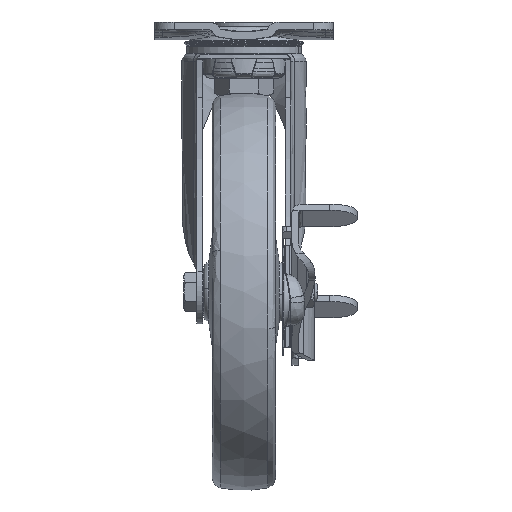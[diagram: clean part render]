
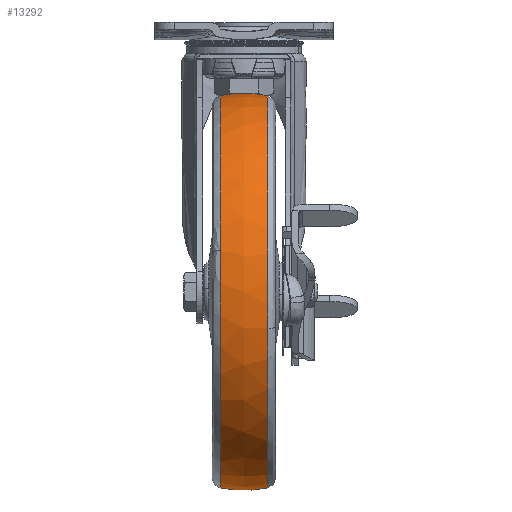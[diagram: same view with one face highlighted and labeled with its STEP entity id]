
A CAD part, left-side view. The second image highlights one B-rep face of the part: STEP entity #13292.
In plain terms, the highlighted free-form (B-spline) face has degree [2, 2] with [3, 7] control points.
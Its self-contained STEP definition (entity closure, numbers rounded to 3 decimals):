
#13167=CARTESIAN_POINT('',(-50.245,-13.171,-37.193));
#13168=CARTESIAN_POINT('',(-50.162,0.,-34.229));
#13169=CARTESIAN_POINT('',(-50.245,13.171,-37.193));
#13170=CARTESIAN_POINT('',(-51.615,-13.171,-37.193));
#13171=CARTESIAN_POINT('',(-51.573,0.,-34.229));
#13172=CARTESIAN_POINT('',(-51.615,13.171,-37.193));
#13173=CARTESIAN_POINT('',(-151.537,-13.171,-37.193));
#13174=CARTESIAN_POINT('',(-154.5,0.,-34.229));
#13175=CARTESIAN_POINT('',(-151.537,13.171,-37.193));
#13176=CARTESIAN_POINT('',(-151.537,-13.171,-135.729));
#13177=CARTESIAN_POINT('',(-154.5,0.,-135.729));
#13178=CARTESIAN_POINT('',(-151.537,13.171,-135.729));
#13179=CARTESIAN_POINT('',(-151.537,-13.171,-234.266));
#13180=CARTESIAN_POINT('',(-154.5,0.,-237.229));
#13181=CARTESIAN_POINT('',(-151.537,13.171,-234.266));
#13182=CARTESIAN_POINT('',(-51.615,-13.171,-234.266));
#13183=CARTESIAN_POINT('',(-51.573,0.,-237.229));
#13184=CARTESIAN_POINT('',(-51.615,13.171,-234.266));
#13185=CARTESIAN_POINT('',(-50.245,-13.171,-234.266));
#13186=CARTESIAN_POINT('',(-50.162,0.,-237.229));
#13187=CARTESIAN_POINT('',(-50.245,13.171,-234.266));
#13195=(BOUNDED_SURFACE()B_SPLINE_SURFACE(2,2,((#13167,#13170,#13173,#13176,#13179,#13182,#13185),(#13168,#13171,#13174,#13177,#13180,#13183,#13186),(#13169,#13172,#13175,#13178,#13181,#13184,#13187)),.UNSPECIFIED.,.F.,.F.,.U.)B_SPLINE_SURFACE_WITH_KNOTS((3,3),(3,1,2,1,3),(0.0,26.667),(0.0,3.314,168.999,334.685,337.998),.UNSPECIFIED.)GEOMETRIC_REPRESENTATION_ITEM()RATIONAL_B_SPLINE_SURFACE(((0.881,0.876,0.616,0.871,0.616,0.876,0.881),(0.859,0.854,0.601,0.849,0.601,0.854,0.859),(0.881,0.876,0.616,0.871,0.616,0.876,0.881)))REPRESENTATION_ITEM('')SURFACE());
#13196=CARTESIAN_POINT('',(-53.,-12.,-36.941));
#13197=VERTEX_POINT('',#13196);
#13198=CARTESIAN_POINT('',(-53.0,12.,-36.941));
#13199=VERTEX_POINT('',#13198);
#13200=CARTESIAN_POINT('',(-53.,-12.,-36.941));
#13201=CARTESIAN_POINT('',(-53.,0.,-34.492));
#13202=CARTESIAN_POINT('',(-53.,12.,-36.941));
#13210=(BOUNDED_CURVE()B_SPLINE_CURVE(2,(#13200,#13201,#13202),.UNSPECIFIED.,.F.,.U.)B_SPLINE_CURVE_WITH_KNOTS((3,3),(0.458,0.542),.UNSPECIFIED.)CURVE()GEOMETRIC_REPRESENTATION_ITEM()RATIONAL_B_SPLINE_CURVE((0.869,0.851,0.869))REPRESENTATION_ITEM(''));
#13211=EDGE_CURVE('',#13197,#13199,#13210,.T.);
#13212=ORIENTED_EDGE('',*,*,#13211,.T.);
#13213=CARTESIAN_POINT('',(-149.542,12.,-114.786));
#13214=VERTEX_POINT('',#13213);
#13215=CARTESIAN_POINT('',(-53.0,12.,-36.941));
#13216=CARTESIAN_POINT('',(-132.655,12.,-36.941));
#13217=CARTESIAN_POINT('',(-149.542,12.,-114.786));
#13225=(BOUNDED_CURVE()B_SPLINE_CURVE(2,(#13215,#13216,#13217),.UNSPECIFIED.,.F.,.U.)B_SPLINE_CURVE_WITH_KNOTS((3,3),(0.5,0.714),.UNSPECIFIED.)CURVE()GEOMETRIC_REPRESENTATION_ITEM()RATIONAL_B_SPLINE_CURVE((1.0,0.75,0.927))REPRESENTATION_ITEM(''));
#13226=EDGE_CURVE('',#13199,#13214,#13225,.T.);
#13227=ORIENTED_EDGE('',*,*,#13226,.T.);
#13228=CARTESIAN_POINT('',(-53.0,12.,-234.517));
#13229=VERTEX_POINT('',#13228);
#13230=CARTESIAN_POINT('',(-149.542,12.,-114.786));
#13231=CARTESIAN_POINT('',(-151.788,12.,-125.137));
#13232=CARTESIAN_POINT('',(-151.788,12.,-135.729));
#13233=CARTESIAN_POINT('',(-151.788,12.,-234.517));
#13234=CARTESIAN_POINT('',(-53.0,12.,-234.517));
#13242=(BOUNDED_CURVE()B_SPLINE_CURVE(2,(#13230,#13231,#13232,#13233,#13234),.UNSPECIFIED.,.F.,.U.)B_SPLINE_CURVE_WITH_KNOTS((3,2,3),(0.714,0.75,1.0),.UNSPECIFIED.)CURVE()GEOMETRIC_REPRESENTATION_ITEM()RATIONAL_B_SPLINE_CURVE((0.927,0.957,1.0,0.707,1.0))REPRESENTATION_ITEM(''));
#13243=EDGE_CURVE('',#13214,#13229,#13242,.T.);
#13244=ORIENTED_EDGE('',*,*,#13243,.T.);
#13245=CARTESIAN_POINT('',(-53.0,-12.,-234.517));
#13246=VERTEX_POINT('',#13245);
#13247=CARTESIAN_POINT('',(-53.,-12.,-234.517));
#13248=CARTESIAN_POINT('',(-53.,0.,-236.966));
#13249=CARTESIAN_POINT('',(-53.,12.,-234.517));
#13257=(BOUNDED_CURVE()B_SPLINE_CURVE(2,(#13247,#13248,#13249),.UNSPECIFIED.,.F.,.U.)B_SPLINE_CURVE_WITH_KNOTS((3,3),(0.458,0.542),.UNSPECIFIED.)CURVE()GEOMETRIC_REPRESENTATION_ITEM()RATIONAL_B_SPLINE_CURVE((0.869,0.851,0.869))REPRESENTATION_ITEM(''));
#13258=EDGE_CURVE('',#13246,#13229,#13257,.T.);
#13259=ORIENTED_EDGE('',*,*,#13258,.F.);
#13260=CARTESIAN_POINT('',(-150.038,-12.,-154.24));
#13261=VERTEX_POINT('',#13260);
#13262=CARTESIAN_POINT('',(-150.038,-12.,-154.24));
#13263=CARTESIAN_POINT('',(-134.724,-12.,-234.517));
#13264=CARTESIAN_POINT('',(-53.0,-12.,-234.517));
#13272=(BOUNDED_CURVE()B_SPLINE_CURVE(2,(#13262,#13263,#13264),.UNSPECIFIED.,.F.,.U.)B_SPLINE_CURVE_WITH_KNOTS((3,3),(0.782,1.0),.UNSPECIFIED.)CURVE()GEOMETRIC_REPRESENTATION_ITEM()RATIONAL_B_SPLINE_CURVE((0.934,0.745,1.0))REPRESENTATION_ITEM(''));
#13273=EDGE_CURVE('',#13261,#13246,#13272,.T.);
#13274=ORIENTED_EDGE('',*,*,#13273,.F.);
#13275=CARTESIAN_POINT('',(-53.,-12.,-36.941));
#13276=CARTESIAN_POINT('',(-151.788,-12.,-36.941));
#13277=CARTESIAN_POINT('',(-151.788,-12.,-135.729));
#13278=CARTESIAN_POINT('',(-151.788,-12.,-145.067));
#13279=CARTESIAN_POINT('',(-150.038,-12.,-154.24));
#13287=(BOUNDED_CURVE()B_SPLINE_CURVE(2,(#13275,#13276,#13277,#13278,#13279),.UNSPECIFIED.,.F.,.U.)B_SPLINE_CURVE_WITH_KNOTS((3,2,3),(0.5,0.75,0.782),.UNSPECIFIED.)CURVE()GEOMETRIC_REPRESENTATION_ITEM()RATIONAL_B_SPLINE_CURVE((1.0,0.707,1.0,0.962,0.934))REPRESENTATION_ITEM(''));
#13288=EDGE_CURVE('',#13197,#13261,#13287,.T.);
#13289=ORIENTED_EDGE('',*,*,#13288,.F.);
#13290=EDGE_LOOP('',(#13212,#13227,#13244,#13259,#13274,#13289));
#13291=FACE_OUTER_BOUND('',#13290,.T.);
#13292=ADVANCED_FACE('',(#13291),#13195,.T.);
